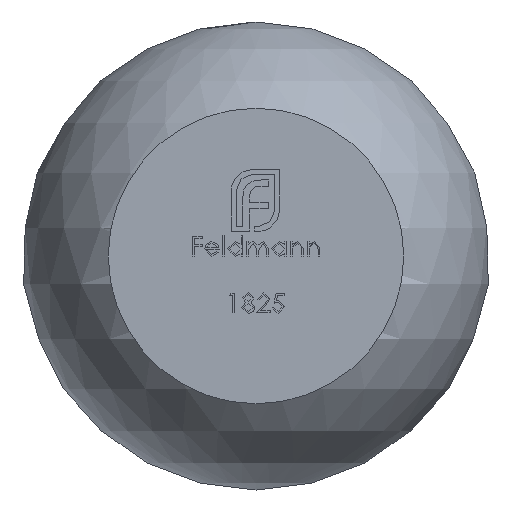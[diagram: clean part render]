
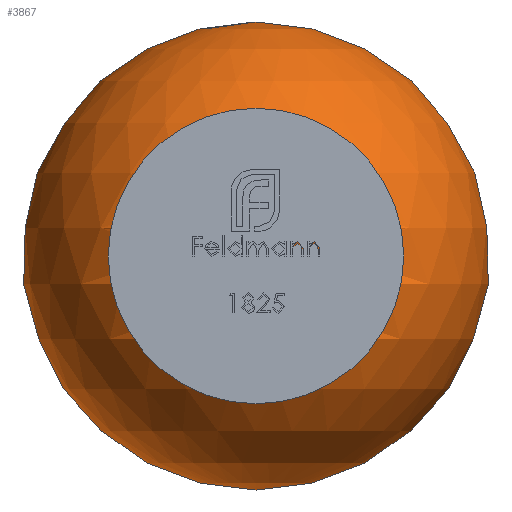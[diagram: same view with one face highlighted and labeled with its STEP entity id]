
A CAD part, front view. The second image highlights one B-rep face of the part: STEP entity #3867.
In plain terms, the highlighted spherical face has radius 9.5 mm.
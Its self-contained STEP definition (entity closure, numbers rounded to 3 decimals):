
#119 = CIRCLE ( 'NONE', #11111, 3.5 ) ;
#1200 = FACE_OUTER_BOUND ( 'NONE', #7454, .T. ) ;
#2427 = DIRECTION ( 'NONE',  ( 0., -1., 0. ) ) ;
#2586 = DIRECTION ( 'NONE',  ( 1., 0., 0. ) ) ;
#3867 = ADVANCED_FACE ( 'NONE', ( #1200 ), #4323, .T. ) ;
#4323 = SPHERICAL_SURFACE ( 'NONE', #9761, 9.5 ) ;
#4675 = EDGE_CURVE ( 'NONE', #6583, #6583, #119, .T. ) ;
#6583 = VERTEX_POINT ( 'NONE', #7673 ) ;
#7454 = EDGE_LOOP ( 'NONE', ( #8690 ) ) ;
#7673 = CARTESIAN_POINT ( 'NONE',  ( 0., 1001.668, -3.5 ) ) ;
#7688 = CARTESIAN_POINT ( 'NONE',  ( 0., 1010.5, 0. ) ) ;
#8515 = DIRECTION ( 'NONE',  ( 0., 0., -1. ) ) ;
#8690 = ORIENTED_EDGE ( 'NONE', *, *, #4675, .F. ) ;
#9426 = DIRECTION ( 'NONE',  ( 0., 0., 1. ) ) ;
#9761 = AXIS2_PLACEMENT_3D ( 'NONE', #7688, #9426, #2586 ) ;
#10174 = CARTESIAN_POINT ( 'NONE',  ( 0., 1001.668, 0. ) ) ;
#11111 = AXIS2_PLACEMENT_3D ( 'NONE', #10174, #2427, #8515 ) ;
